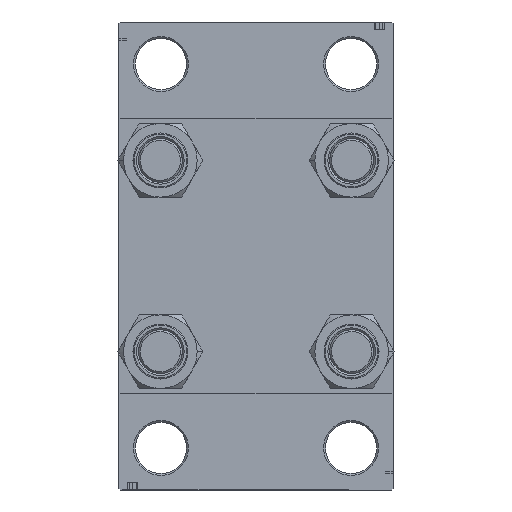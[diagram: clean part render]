
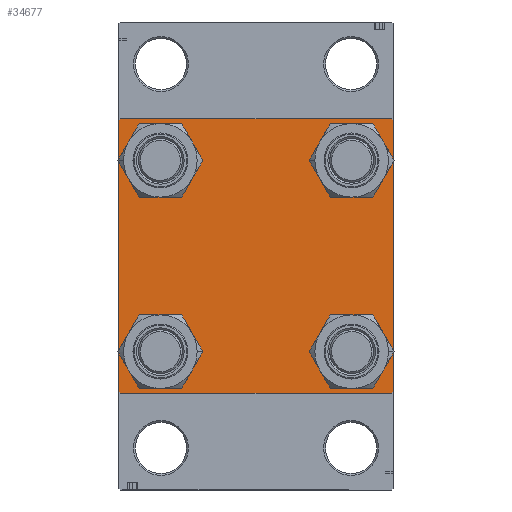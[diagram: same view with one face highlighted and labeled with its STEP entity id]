
A CAD part, left-side view. The second image highlights one B-rep face of the part: STEP entity #34677.
In plain terms, the highlighted planar face has unit normal (-1, 0, 0).
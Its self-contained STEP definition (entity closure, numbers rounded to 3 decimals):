
#99 = VECTOR ( 'NONE', #11825, 1000. ) ;
#328 = CARTESIAN_POINT ( 'NONE',  ( 0., -37.25, -37.25 ) ) ;
#1696 = VECTOR ( 'NONE', #9934, 1000. ) ;
#3019 = AXIS2_PLACEMENT_3D ( 'NONE', #31466, #42038, #5831 ) ;
#3361 = CIRCLE ( 'NONE', #5650, 6.5 ) ;
#3412 = EDGE_CURVE ( 'NONE', #34520, #42191, #44561, .T. ) ;
#3766 = LINE ( 'NONE', #11199, #7911 ) ;
#3863 = CARTESIAN_POINT ( 'NONE',  ( 0., 37.5, 37.5 ) ) ;
#4365 = ORIENTED_EDGE ( 'NONE', *, *, #37666, .F. ) ;
#4844 = ORIENTED_EDGE ( 'NONE', *, *, #45430, .T. ) ;
#4959 = DIRECTION ( 'NONE',  ( 1., 0., 0. ) ) ;
#5508 = CARTESIAN_POINT ( 'NONE',  ( 0., -26.15, 32.65 ) ) ;
#5650 = AXIS2_PLACEMENT_3D ( 'NONE', #13356, #27969, #42609 ) ;
#5831 = DIRECTION ( 'NONE',  ( 0., 0., 1. ) ) ;
#5922 = ORIENTED_EDGE ( 'NONE', *, *, #27126, .T. ) ;
#5954 = VERTEX_POINT ( 'NONE', #26488 ) ;
#5979 = ORIENTED_EDGE ( 'NONE', *, *, #6343, .T. ) ;
#6251 = DIRECTION ( 'NONE',  ( 0., 0.707, -0.707 ) ) ;
#6264 = VERTEX_POINT ( 'NONE', #36525 ) ;
#6343 = EDGE_CURVE ( 'NONE', #31816, #5954, #23767, .T. ) ;
#6431 = VERTEX_POINT ( 'NONE', #35933 ) ;
#6612 = EDGE_CURVE ( 'NONE', #6264, #41993, #39086, .T. ) ;
#7421 = EDGE_CURVE ( 'NONE', #42191, #6431, #33172, .T. ) ;
#7911 = VECTOR ( 'NONE', #37320, 1000. ) ;
#8547 = VERTEX_POINT ( 'NONE', #19901 ) ;
#9047 = VERTEX_POINT ( 'NONE', #12794 ) ;
#9769 = CARTESIAN_POINT ( 'NONE',  ( 0., 26.15, -26.15 ) ) ;
#9863 = DIRECTION ( 'NONE',  ( 1., 0., 0. ) ) ;
#9934 = DIRECTION ( 'NONE',  ( 0., 0., -1. ) ) ;
#10145 = CARTESIAN_POINT ( 'NONE',  ( 0., 37., -37.5 ) ) ;
#10592 = VERTEX_POINT ( 'NONE', #22472 ) ;
#11000 = ORIENTED_EDGE ( 'NONE', *, *, #36703, .T. ) ;
#11124 = CIRCLE ( 'NONE', #13453, 6.5 ) ;
#11199 = CARTESIAN_POINT ( 'NONE',  ( 0., -37.5, 37.5 ) ) ;
#11553 = FACE_OUTER_BOUND ( 'NONE', #29775, .T. ) ;
#11614 = VERTEX_POINT ( 'NONE', #42908 ) ;
#11825 = DIRECTION ( 'NONE',  ( 0., -0.707, 0.707 ) ) ;
#12093 = EDGE_LOOP ( 'NONE', ( #5979, #46141 ) ) ;
#12570 = VERTEX_POINT ( 'NONE', #17418 ) ;
#12700 = EDGE_CURVE ( 'NONE', #12570, #42171, #29857, .T. ) ;
#12794 = CARTESIAN_POINT ( 'NONE',  ( 0., -26.15, -19.65 ) ) ;
#13034 = CARTESIAN_POINT ( 'NONE',  ( 0., 37., 37.5 ) ) ;
#13356 = CARTESIAN_POINT ( 'NONE',  ( 0., -26.15, 26.15 ) ) ;
#13453 = AXIS2_PLACEMENT_3D ( 'NONE', #41402, #4959, #22454 ) ;
#13785 = DIRECTION ( 'NONE',  ( 0., 0., 1. ) ) ;
#14089 = DIRECTION ( 'NONE',  ( 0., 0., 1. ) ) ;
#14144 = VECTOR ( 'NONE', #34253, 1000. ) ;
#15324 = VECTOR ( 'NONE', #6251, 1000. ) ;
#15375 = FACE_BOUND ( 'NONE', #27155, .T. ) ;
#15846 = FACE_BOUND ( 'NONE', #38786, .T. ) ;
#17418 = CARTESIAN_POINT ( 'NONE',  ( 0., -37.5, 37. ) ) ;
#18395 = AXIS2_PLACEMENT_3D ( 'NONE', #32159, #9863, #43202 ) ;
#19832 = CARTESIAN_POINT ( 'NONE',  ( 0., -26.15, 26.15 ) ) ;
#19835 = CIRCLE ( 'NONE', #32114, 6.5 ) ;
#19901 = CARTESIAN_POINT ( 'NONE',  ( 0., -26.15, -32.65 ) ) ;
#20870 = AXIS2_PLACEMENT_3D ( 'NONE', #19832, #34486, #26570 ) ;
#21121 = EDGE_CURVE ( 'NONE', #26203, #42171, #29974, .T. ) ;
#21249 = VECTOR ( 'NONE', #33118, 1000. ) ;
#21459 = VERTEX_POINT ( 'NONE', #5508 ) ;
#22454 = DIRECTION ( 'NONE',  ( 0., 0., 1. ) ) ;
#22472 = CARTESIAN_POINT ( 'NONE',  ( 0., 37.5, -37. ) ) ;
#22639 = EDGE_LOOP ( 'NONE', ( #36187, #36478 ) ) ;
#22968 = LINE ( 'NONE', #29924, #14144 ) ;
#23038 = FACE_BOUND ( 'NONE', #22639, .T. ) ;
#23044 = ORIENTED_EDGE ( 'NONE', *, *, #7421, .T. ) ;
#23207 = CARTESIAN_POINT ( 'NONE',  ( 0., 37.5, -37.5 ) ) ;
#23227 = VECTOR ( 'NONE', #38246, 1000. ) ;
#23767 = CIRCLE ( 'NONE', #27602, 6.5 ) ;
#23979 = EDGE_CURVE ( 'NONE', #9047, #8547, #38995, .T. ) ;
#24186 = EDGE_CURVE ( 'NONE', #41993, #6264, #19835, .T. ) ;
#24384 = DIRECTION ( 'NONE',  ( 1., 0., 0. ) ) ;
#24639 = AXIS2_PLACEMENT_3D ( 'NONE', #26878, #41523, #30468 ) ;
#24658 = ORIENTED_EDGE ( 'NONE', *, *, #12700, .T. ) ;
#24717 = CARTESIAN_POINT ( 'NONE',  ( 0., 37.5, 37. ) ) ;
#26174 = PLANE ( 'NONE',  #24639 ) ;
#26203 = VERTEX_POINT ( 'NONE', #13034 ) ;
#26488 = CARTESIAN_POINT ( 'NONE',  ( 0., 26.15, 19.65 ) ) ;
#26570 = DIRECTION ( 'NONE',  ( 0., 0., 1. ) ) ;
#26878 = CARTESIAN_POINT ( 'NONE',  ( 0., 0., 0. ) ) ;
#27126 = EDGE_CURVE ( 'NONE', #26203, #31857, #27832, .T. ) ;
#27155 = EDGE_LOOP ( 'NONE', ( #32509, #11000 ) ) ;
#27602 = AXIS2_PLACEMENT_3D ( 'NONE', #31198, #30259, #34579 ) ;
#27832 = LINE ( 'NONE', #38869, #15324 ) ;
#27969 = DIRECTION ( 'NONE',  ( 1., 0., 0. ) ) ;
#28148 = LINE ( 'NONE', #42794, #1696 ) ;
#28230 = CARTESIAN_POINT ( 'NONE',  ( 0., 26.15, -32.65 ) ) ;
#29044 = VECTOR ( 'NONE', #37365, 1000. ) ;
#29293 = CIRCLE ( 'NONE', #20870, 6.5 ) ;
#29775 = EDGE_LOOP ( 'NONE', ( #4844, #46018, #43011, #23044, #4365, #24658, #42091, #5922 ) ) ;
#29857 = LINE ( 'NONE', #44496, #23227 ) ;
#29924 = CARTESIAN_POINT ( 'NONE',  ( 0., 37.25, -37.25 ) ) ;
#29974 = LINE ( 'NONE', #3863, #21249 ) ;
#30259 = DIRECTION ( 'NONE',  ( 1., 0., 0. ) ) ;
#30468 = DIRECTION ( 'NONE',  ( 0., 0., 1. ) ) ;
#31198 = CARTESIAN_POINT ( 'NONE',  ( 0., 26.15, 26.15 ) ) ;
#31466 = CARTESIAN_POINT ( 'NONE',  ( 0., -26.15, -26.15 ) ) ;
#31816 = VERTEX_POINT ( 'NONE', #41593 ) ;
#31857 = VERTEX_POINT ( 'NONE', #24717 ) ;
#32001 = CARTESIAN_POINT ( 'NONE',  ( 0., -26.15, -26.15 ) ) ;
#32114 = AXIS2_PLACEMENT_3D ( 'NONE', #9769, #24384, #14089 ) ;
#32159 = CARTESIAN_POINT ( 'NONE',  ( 0., 26.15, -26.15 ) ) ;
#32509 = ORIENTED_EDGE ( 'NONE', *, *, #38013, .T. ) ;
#33118 = DIRECTION ( 'NONE',  ( 0., -1., 0. ) ) ;
#33172 = LINE ( 'NONE', #328, #99 ) ;
#33372 = EDGE_CURVE ( 'NONE', #8547, #9047, #41563, .T. ) ;
#34253 = DIRECTION ( 'NONE',  ( 0., -0.707, -0.707 ) ) ;
#34472 = ORIENTED_EDGE ( 'NONE', *, *, #23979, .T. ) ;
#34486 = DIRECTION ( 'NONE',  ( 1., 0., 0. ) ) ;
#34520 = VERTEX_POINT ( 'NONE', #10145 ) ;
#34579 = DIRECTION ( 'NONE',  ( 0., 0., 1. ) ) ;
#34677 = ADVANCED_FACE ( 'NONE', ( #15375, #15846, #23038, #44404, #11553 ), #26174, .T. ) ;
#35933 = CARTESIAN_POINT ( 'NONE',  ( 0., -37.5, -37. ) ) ;
#36184 = ORIENTED_EDGE ( 'NONE', *, *, #33372, .T. ) ;
#36187 = ORIENTED_EDGE ( 'NONE', *, *, #6612, .T. ) ;
#36478 = ORIENTED_EDGE ( 'NONE', *, *, #24186, .T. ) ;
#36525 = CARTESIAN_POINT ( 'NONE',  ( 0., 26.15, -19.65 ) ) ;
#36703 = EDGE_CURVE ( 'NONE', #11614, #21459, #29293, .T. ) ;
#37097 = CARTESIAN_POINT ( 'NONE',  ( 0., -37., 37.5 ) ) ;
#37320 = DIRECTION ( 'NONE',  ( 0., 0., -1. ) ) ;
#37365 = DIRECTION ( 'NONE',  ( 0., -1., 0. ) ) ;
#37666 = EDGE_CURVE ( 'NONE', #12570, #6431, #3766, .T. ) ;
#38013 = EDGE_CURVE ( 'NONE', #21459, #11614, #3361, .T. ) ;
#38246 = DIRECTION ( 'NONE',  ( 0., 0.707, 0.707 ) ) ;
#38786 = EDGE_LOOP ( 'NONE', ( #34472, #36184 ) ) ;
#38869 = CARTESIAN_POINT ( 'NONE',  ( 0., 37.25, 37.25 ) ) ;
#38995 = CIRCLE ( 'NONE', #3019, 6.5 ) ;
#39086 = CIRCLE ( 'NONE', #18395, 6.5 ) ;
#40953 = EDGE_CURVE ( 'NONE', #10592, #34520, #22968, .T. ) ;
#41402 = CARTESIAN_POINT ( 'NONE',  ( 0., 26.15, 26.15 ) ) ;
#41457 = AXIS2_PLACEMENT_3D ( 'NONE', #32001, #46642, #13785 ) ;
#41523 = DIRECTION ( 'NONE',  ( -1., 0., 0. ) ) ;
#41563 = CIRCLE ( 'NONE', #41457, 6.5 ) ;
#41593 = CARTESIAN_POINT ( 'NONE',  ( 0., 26.15, 32.65 ) ) ;
#41993 = VERTEX_POINT ( 'NONE', #28230 ) ;
#42038 = DIRECTION ( 'NONE',  ( 1., 0., 0. ) ) ;
#42091 = ORIENTED_EDGE ( 'NONE', *, *, #21121, .F. ) ;
#42149 = EDGE_CURVE ( 'NONE', #5954, #31816, #11124, .T. ) ;
#42171 = VERTEX_POINT ( 'NONE', #37097 ) ;
#42191 = VERTEX_POINT ( 'NONE', #45230 ) ;
#42609 = DIRECTION ( 'NONE',  ( 0., 0., 1. ) ) ;
#42794 = CARTESIAN_POINT ( 'NONE',  ( 0., 37.5, 37.5 ) ) ;
#42908 = CARTESIAN_POINT ( 'NONE',  ( 0., -26.15, 19.65 ) ) ;
#43011 = ORIENTED_EDGE ( 'NONE', *, *, #3412, .T. ) ;
#43202 = DIRECTION ( 'NONE',  ( 0., 0., 1. ) ) ;
#44404 = FACE_BOUND ( 'NONE', #12093, .T. ) ;
#44496 = CARTESIAN_POINT ( 'NONE',  ( 0., -37.25, 37.25 ) ) ;
#44561 = LINE ( 'NONE', #23207, #29044 ) ;
#45230 = CARTESIAN_POINT ( 'NONE',  ( 0., -37., -37.5 ) ) ;
#45430 = EDGE_CURVE ( 'NONE', #31857, #10592, #28148, .T. ) ;
#46018 = ORIENTED_EDGE ( 'NONE', *, *, #40953, .T. ) ;
#46141 = ORIENTED_EDGE ( 'NONE', *, *, #42149, .T. ) ;
#46642 = DIRECTION ( 'NONE',  ( 1., 0., 0. ) ) ;
